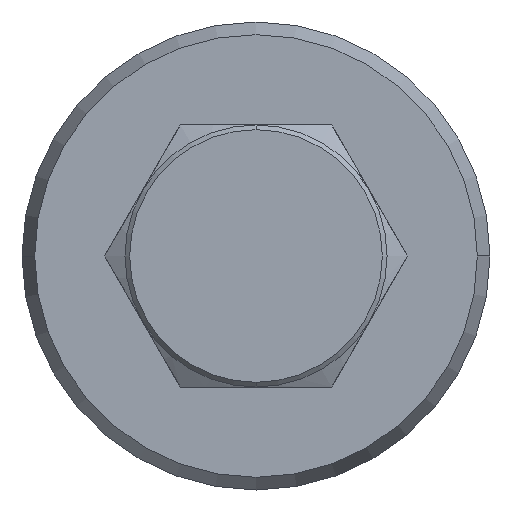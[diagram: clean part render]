
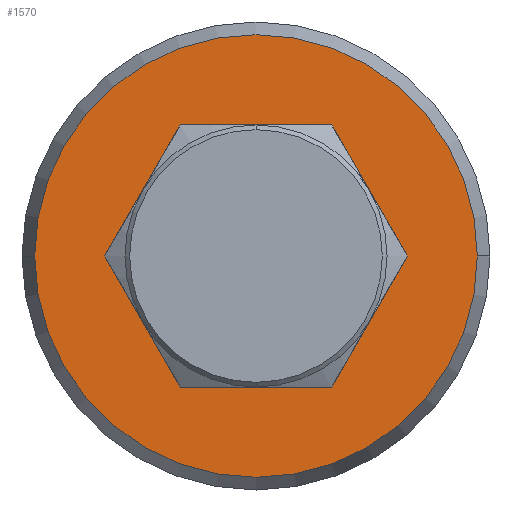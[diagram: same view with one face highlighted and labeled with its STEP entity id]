
A CAD part, front view. The second image highlights one B-rep face of the part: STEP entity #1570.
In plain terms, the highlighted planar face has unit normal (0, -1, 0).
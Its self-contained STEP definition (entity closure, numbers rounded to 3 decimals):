
#45 = DIRECTION ( 'NONE',  ( 0., 1., 0. ) ) ;
#92 = EDGE_LOOP ( 'NONE', ( #945, #2394 ) ) ;
#137 = DIRECTION ( 'NONE',  ( 0., 1., 0. ) ) ;
#311 = AXIS2_PLACEMENT_3D ( 'NONE', #2174, #355, #1945 ) ;
#355 = DIRECTION ( 'NONE',  ( 0., -1., 0. ) ) ;
#496 = CARTESIAN_POINT ( 'NONE',  ( 9.74, -31.5, -13.836 ) ) ;
#664 = DIRECTION ( 'NONE',  ( 0., 0., -1. ) ) ;
#671 = CARTESIAN_POINT ( 'NONE',  ( -11.822, -31.5, 0. ) ) ;
#727 = CARTESIAN_POINT ( 'NONE',  ( 0., -31.5, -6.5 ) ) ;
#742 = CARTESIAN_POINT ( 'NONE',  ( 0., -31.5, 0. ) ) ;
#851 = CARTESIAN_POINT ( 'NONE',  ( 11.822, -31.5, 0. ) ) ;
#860 = CARTESIAN_POINT ( 'NONE',  ( 0., -31.5, 0. ) ) ;
#945 = ORIENTED_EDGE ( 'NONE', *, *, #2093, .T. ) ;
#974 = EDGE_LOOP ( 'NONE', ( #2538, #2222 ) ) ;
#1100 = FACE_OUTER_BOUND ( 'NONE', #974, .T. ) ;
#1374 = AXIS2_PLACEMENT_3D ( 'NONE', #860, #45, #664 ) ;
#1387 = CIRCLE ( 'NONE', #311, 11.822 ) ;
#1403 = VERTEX_POINT ( 'NONE', #671 ) ;
#1478 = CIRCLE ( 'NONE', #1946, 11.822 ) ;
#1570 = ADVANCED_FACE ( 'NONE', ( #1100, #2334 ), #1909, .T. ) ;
#1632 = EDGE_CURVE ( 'NONE', #1905, #1403, #1387, .T. ) ;
#1754 = AXIS2_PLACEMENT_3D ( 'NONE', #496, #2139, #1901 ) ;
#1790 = CIRCLE ( 'NONE', #1374, 6.5 ) ;
#1828 = EDGE_CURVE ( 'NONE', #2282, #2199, #1790, .T. ) ;
#1844 = CARTESIAN_POINT ( 'NONE',  ( 0., -31.5, 6.5 ) ) ;
#1901 = DIRECTION ( 'NONE',  ( 0., 0., -1. ) ) ;
#1905 = VERTEX_POINT ( 'NONE', #851 ) ;
#1909 = PLANE ( 'NONE',  #1754 ) ;
#1945 = DIRECTION ( 'NONE',  ( -1., 0., 0. ) ) ;
#1946 = AXIS2_PLACEMENT_3D ( 'NONE', #2547, #2167, #1949 ) ;
#1949 = DIRECTION ( 'NONE',  ( -1., 0., 0. ) ) ;
#2093 = EDGE_CURVE ( 'NONE', #2199, #2282, #2369, .T. ) ;
#2110 = EDGE_CURVE ( 'NONE', #1403, #1905, #1478, .T. ) ;
#2139 = DIRECTION ( 'NONE',  ( 0., -1., 0. ) ) ;
#2150 = DIRECTION ( 'NONE',  ( 0., 0., -1. ) ) ;
#2167 = DIRECTION ( 'NONE',  ( 0., -1., 0. ) ) ;
#2174 = CARTESIAN_POINT ( 'NONE',  ( 0., -31.5, 0. ) ) ;
#2175 = AXIS2_PLACEMENT_3D ( 'NONE', #742, #137, #2150 ) ;
#2199 = VERTEX_POINT ( 'NONE', #727 ) ;
#2222 = ORIENTED_EDGE ( 'NONE', *, *, #1632, .T. ) ;
#2282 = VERTEX_POINT ( 'NONE', #1844 ) ;
#2334 = FACE_BOUND ( 'NONE', #92, .T. ) ;
#2369 = CIRCLE ( 'NONE', #2175, 6.5 ) ;
#2394 = ORIENTED_EDGE ( 'NONE', *, *, #1828, .T. ) ;
#2538 = ORIENTED_EDGE ( 'NONE', *, *, #2110, .T. ) ;
#2547 = CARTESIAN_POINT ( 'NONE',  ( 0., -31.5, 0. ) ) ;
